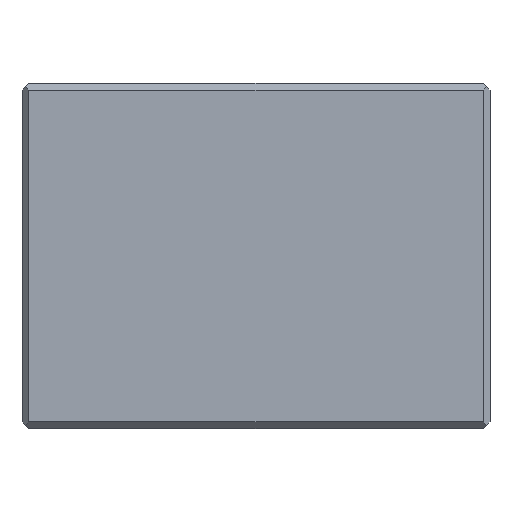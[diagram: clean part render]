
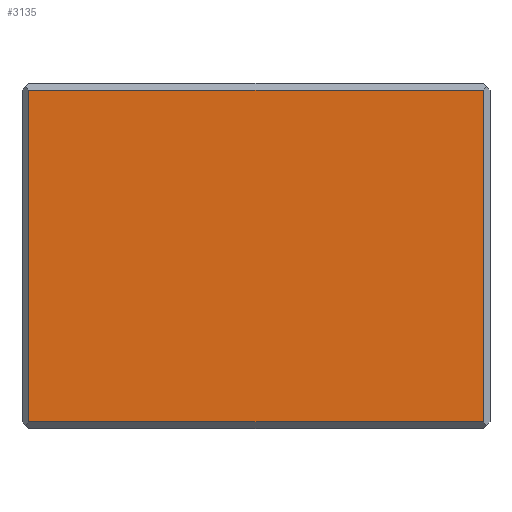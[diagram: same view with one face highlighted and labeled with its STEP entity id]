
A CAD part, front view. The second image highlights one B-rep face of the part: STEP entity #3135.
In plain terms, the highlighted planar face has unit normal (0, -1, 0).
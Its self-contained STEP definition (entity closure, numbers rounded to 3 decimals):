
#53=FACE_OUTER_BOUND('',#241,.T.);
#241=EDGE_LOOP('',(#2135,#2136,#2137,#2138));
#446=LINE('',#4377,#893);
#452=LINE('',#4388,#899);
#488=LINE('',#4460,#935);
#490=LINE('',#4463,#937);
#893=VECTOR('',#3538,10.);
#899=VECTOR('',#3546,10.);
#935=VECTOR('',#3598,10.);
#937=VECTOR('',#3602,10.);
#1338=VERTEX_POINT('',#4374);
#1339=VERTEX_POINT('',#4376);
#1343=VERTEX_POINT('',#4386);
#1371=VERTEX_POINT('',#4458);
#1606=EDGE_CURVE('',#1338,#1339,#446,.T.);
#1612=EDGE_CURVE('',#1343,#1338,#452,.T.);
#1648=EDGE_CURVE('',#1371,#1343,#488,.T.);
#1650=EDGE_CURVE('',#1339,#1371,#490,.T.);
#2135=ORIENTED_EDGE('',*,*,#1612,.F.);
#2136=ORIENTED_EDGE('',*,*,#1648,.F.);
#2137=ORIENTED_EDGE('',*,*,#1650,.F.);
#2138=ORIENTED_EDGE('',*,*,#1606,.F.);
#2947=PLANE('',#3339);
#3135=ADVANCED_FACE('',(#53),#2947,.F.);
#3339=AXIS2_PLACEMENT_3D('',#4469,#3610,#3611);
#3538=DIRECTION('',(0.,0.,-1.));
#3546=DIRECTION('',(1.,0.,0.));
#3598=DIRECTION('',(0.,0.,1.));
#3602=DIRECTION('',(-1.,0.,0.));
#3610=DIRECTION('center_axis',(0.,1.,0.));
#3611=DIRECTION('ref_axis',(1.,0.,0.));
#4374=CARTESIAN_POINT('',(32.25,0.,23.25));
#4376=CARTESIAN_POINT('',(32.25,0.,-1.1));
#4377=CARTESIAN_POINT('',(32.25,0.,17.413));
#4386=CARTESIAN_POINT('',(-1.1,0.,23.25));
#4388=CARTESIAN_POINT('',(6.988,0.,23.25));
#4458=CARTESIAN_POINT('',(-1.1,0.,-1.1));
#4460=CARTESIAN_POINT('',(-1.1,0.,4.738));
#4463=CARTESIAN_POINT('',(24.163,0.,-1.1));
#4469=CARTESIAN_POINT('Origin',(15.575,0.,11.075));
